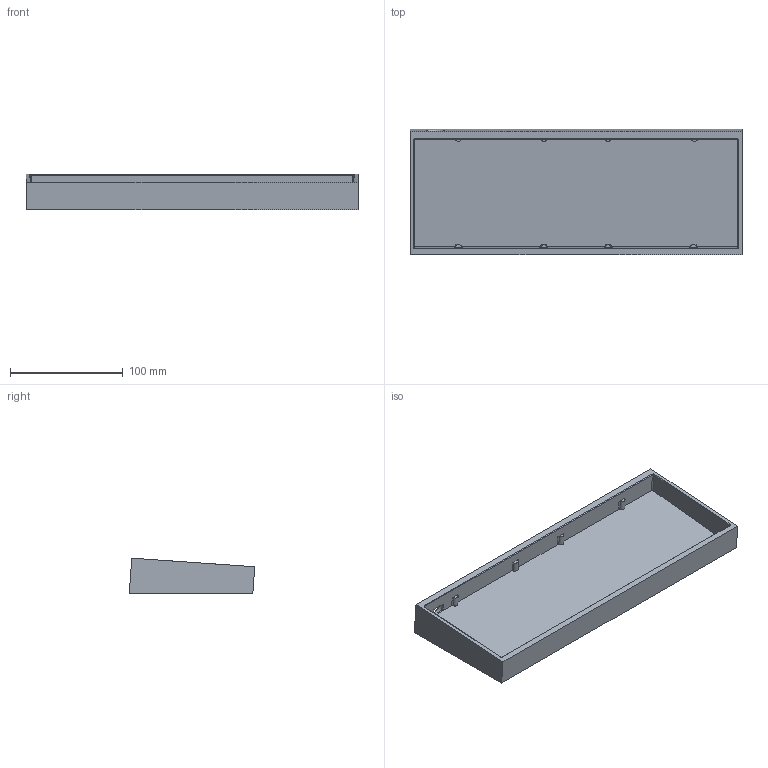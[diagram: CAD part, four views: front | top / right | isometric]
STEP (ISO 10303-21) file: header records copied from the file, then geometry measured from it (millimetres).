
FILE_DESCRIPTION(/* description */ (''),/* implementation_level */ '2;1');
FILE_NAME(/* name */ 'tofuneko60v1.step',/* time_stamp */ '2023-03-29T20:19:23-04:00',/* author */ (''),/* organization */ (''),/* preprocessor_version */ 'ST-DEVELOPER v19.2',/* originating_system */ 'Autodesk Translation Framework v11.17.0.187',/* authorisation */ '');
FILE_SCHEMA (('AUTOMOTIVE_DESIGN { 1 0 10303 214 3 1 1 }'));
Length unit declared in the file: millimetre
Products named in the file (1): tofuneko60
Bounding box: 294.2 x 111.21 x 31.64 mm (x, y, z)
Volume: 339765.9 mm3; surface area: 103703.4 mm2
Topology: 9 solids, 9 shells, 82 faces, 179 edges, 116 vertices
Faces by surface type: plane 40, cylinder 37, torus 5
Full cylindrical faces by diameter (mm): 14 x1
Entity records: 2293 total; most frequent: DIRECTION 426, CARTESIAN_POINT 378, ORIENTED_EDGE 358, EDGE_CURVE 179, AXIS2_PLACEMENT_3D 164, VERTEX_POINT 116, LINE 98, VECTOR 98
